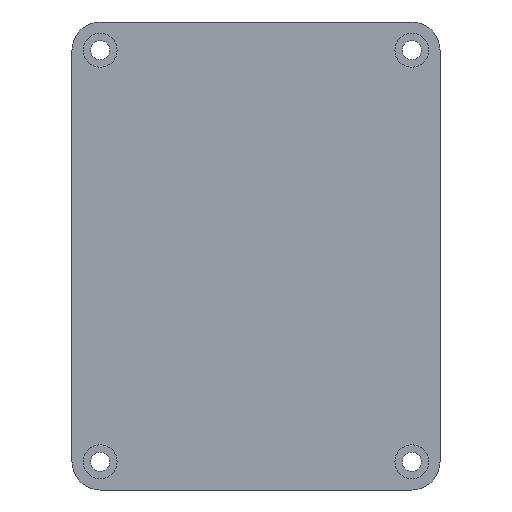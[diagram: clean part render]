
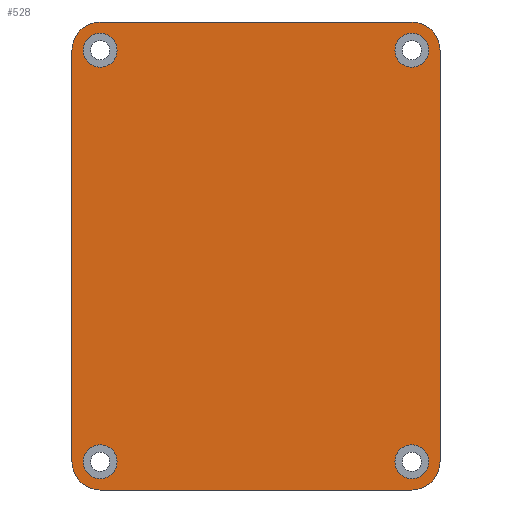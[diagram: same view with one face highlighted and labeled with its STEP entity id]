
A CAD part, front view. The second image highlights one B-rep face of the part: STEP entity #528.
In plain terms, the highlighted planar face has unit normal (0, -1, 0).
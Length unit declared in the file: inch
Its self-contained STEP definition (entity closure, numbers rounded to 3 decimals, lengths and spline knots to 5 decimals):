
#39=FACE_BOUND('',#113,.T.);
#40=FACE_BOUND('',#114,.T.);
#41=FACE_BOUND('',#115,.T.);
#42=FACE_BOUND('',#116,.T.);
#55=CIRCLE('',#580,0.19685);
#56=CIRCLE('',#583,0.19685);
#57=CIRCLE('',#584,0.19685);
#58=CIRCLE('',#585,0.19685);
#59=CIRCLE('',#586,0.11811);
#60=CIRCLE('',#587,0.11811);
#61=CIRCLE('',#588,0.11811);
#62=CIRCLE('',#589,0.11811);
#78=FACE_OUTER_BOUND('',#112,.T.);
#112=EDGE_LOOP('',(#411,#412,#413,#414,#415,#416,#417,#418));
#113=EDGE_LOOP('',(#419));
#114=EDGE_LOOP('',(#420));
#115=EDGE_LOOP('',(#421));
#116=EDGE_LOOP('',(#422));
#168=LINE('',#858,#216);
#170=LINE('',#862,#218);
#171=LINE('',#866,#219);
#172=LINE('',#870,#220);
#216=VECTOR('',#683,0.3937);
#218=VECTOR('',#687,0.3937);
#219=VECTOR('',#690,0.3937);
#220=VECTOR('',#693,0.3937);
#265=VERTEX_POINT('',#851);
#266=VERTEX_POINT('',#853);
#267=VERTEX_POINT('',#857);
#268=VERTEX_POINT('',#861);
#269=VERTEX_POINT('',#863);
#270=VERTEX_POINT('',#865);
#271=VERTEX_POINT('',#867);
#272=VERTEX_POINT('',#869);
#273=VERTEX_POINT('',#872);
#274=VERTEX_POINT('',#874);
#275=VERTEX_POINT('',#876);
#276=VERTEX_POINT('',#878);
#319=EDGE_CURVE('',#265,#266,#55,.T.);
#321=EDGE_CURVE('',#266,#267,#168,.T.);
#323=EDGE_CURVE('',#268,#265,#170,.T.);
#324=EDGE_CURVE('',#269,#268,#56,.T.);
#325=EDGE_CURVE('',#270,#269,#171,.T.);
#326=EDGE_CURVE('',#271,#270,#57,.T.);
#327=EDGE_CURVE('',#272,#271,#172,.T.);
#328=EDGE_CURVE('',#267,#272,#58,.T.);
#329=EDGE_CURVE('',#273,#273,#59,.T.);
#330=EDGE_CURVE('',#274,#274,#60,.T.);
#331=EDGE_CURVE('',#275,#275,#61,.T.);
#332=EDGE_CURVE('',#276,#276,#62,.T.);
#411=ORIENTED_EDGE('',*,*,#319,.F.);
#412=ORIENTED_EDGE('',*,*,#323,.F.);
#413=ORIENTED_EDGE('',*,*,#324,.F.);
#414=ORIENTED_EDGE('',*,*,#325,.F.);
#415=ORIENTED_EDGE('',*,*,#326,.F.);
#416=ORIENTED_EDGE('',*,*,#327,.F.);
#417=ORIENTED_EDGE('',*,*,#328,.F.);
#418=ORIENTED_EDGE('',*,*,#321,.F.);
#419=ORIENTED_EDGE('',*,*,#329,.F.);
#420=ORIENTED_EDGE('',*,*,#330,.F.);
#421=ORIENTED_EDGE('',*,*,#331,.F.);
#422=ORIENTED_EDGE('',*,*,#332,.F.);
#509=PLANE('',#582);
#528=ADVANCED_FACE('',(#78,#39,#40,#41,#42),#509,.F.);
#580=AXIS2_PLACEMENT_3D('',#854,#678,#679);
#582=AXIS2_PLACEMENT_3D('',#860,#685,#686);
#583=AXIS2_PLACEMENT_3D('',#864,#688,#689);
#584=AXIS2_PLACEMENT_3D('',#868,#691,#692);
#585=AXIS2_PLACEMENT_3D('',#871,#694,#695);
#586=AXIS2_PLACEMENT_3D('',#873,#696,#697);
#587=AXIS2_PLACEMENT_3D('',#875,#698,#699);
#588=AXIS2_PLACEMENT_3D('',#877,#700,#701);
#589=AXIS2_PLACEMENT_3D('',#879,#702,#703);
#678=DIRECTION('center_axis',(0.,1.,0.));
#679=DIRECTION('ref_axis',(-0.707,0.,0.707));
#683=DIRECTION('',(1.,0.,0.));
#685=DIRECTION('center_axis',(0.,1.,0.));
#686=DIRECTION('ref_axis',(1.,0.,0.));
#687=DIRECTION('',(0.,0.,1.));
#688=DIRECTION('center_axis',(0.,1.,0.));
#689=DIRECTION('ref_axis',(-0.707,0.,-0.707));
#690=DIRECTION('',(-1.,0.,0.));
#691=DIRECTION('center_axis',(0.,1.,0.));
#692=DIRECTION('ref_axis',(0.707,0.,-0.707));
#693=DIRECTION('',(0.,0.,-1.));
#694=DIRECTION('center_axis',(0.,1.,0.));
#695=DIRECTION('ref_axis',(0.707,0.,0.707));
#696=DIRECTION('center_axis',(0.,-1.,0.));
#697=DIRECTION('ref_axis',(1.,0.,0.));
#698=DIRECTION('center_axis',(0.,-1.,0.));
#699=DIRECTION('ref_axis',(1.,0.,0.));
#700=DIRECTION('center_axis',(0.,-1.,0.));
#701=DIRECTION('ref_axis',(1.,0.,0.));
#702=DIRECTION('center_axis',(0.,-1.,0.));
#703=DIRECTION('ref_axis',(1.,0.,0.));
#851=CARTESIAN_POINT('',(-2.19291,0.,2.69291));
#853=CARTESIAN_POINT('',(-1.99606,0.,2.88976));
#854=CARTESIAN_POINT('Origin',(-1.99606,0.,2.69291));
#857=CARTESIAN_POINT('',(0.17717,0.,2.88976));
#858=CARTESIAN_POINT('',(-2.19291,0.,2.88976));
#860=CARTESIAN_POINT('Origin',(-0.90945,0.,1.25787));
#861=CARTESIAN_POINT('',(-2.19291,0.,-0.17717));
#862=CARTESIAN_POINT('',(-2.19291,0.,-0.37402));
#863=CARTESIAN_POINT('',(-1.99606,0.,-0.37402));
#864=CARTESIAN_POINT('Origin',(-1.99606,0.,-0.17717));
#865=CARTESIAN_POINT('',(0.17717,0.,-0.37402));
#866=CARTESIAN_POINT('',(0.37402,0.,-0.37402));
#867=CARTESIAN_POINT('',(0.37402,0.,-0.17717));
#868=CARTESIAN_POINT('Origin',(0.17717,0.,-0.17717));
#869=CARTESIAN_POINT('',(0.37402,0.,2.69291));
#870=CARTESIAN_POINT('',(0.37402,0.,2.88976));
#871=CARTESIAN_POINT('Origin',(0.17717,0.,2.69291));
#872=CARTESIAN_POINT('',(-2.11417,0.,-0.17717));
#873=CARTESIAN_POINT('Origin',(-1.99606,0.,-0.17717));
#874=CARTESIAN_POINT('',(0.05906,0.,-0.17717));
#875=CARTESIAN_POINT('Origin',(0.17717,0.,-0.17717));
#876=CARTESIAN_POINT('',(0.05906,0.,2.69291));
#877=CARTESIAN_POINT('Origin',(0.17717,0.,2.69291));
#878=CARTESIAN_POINT('',(-2.11417,0.,2.69291));
#879=CARTESIAN_POINT('Origin',(-1.99606,0.,2.69291));
